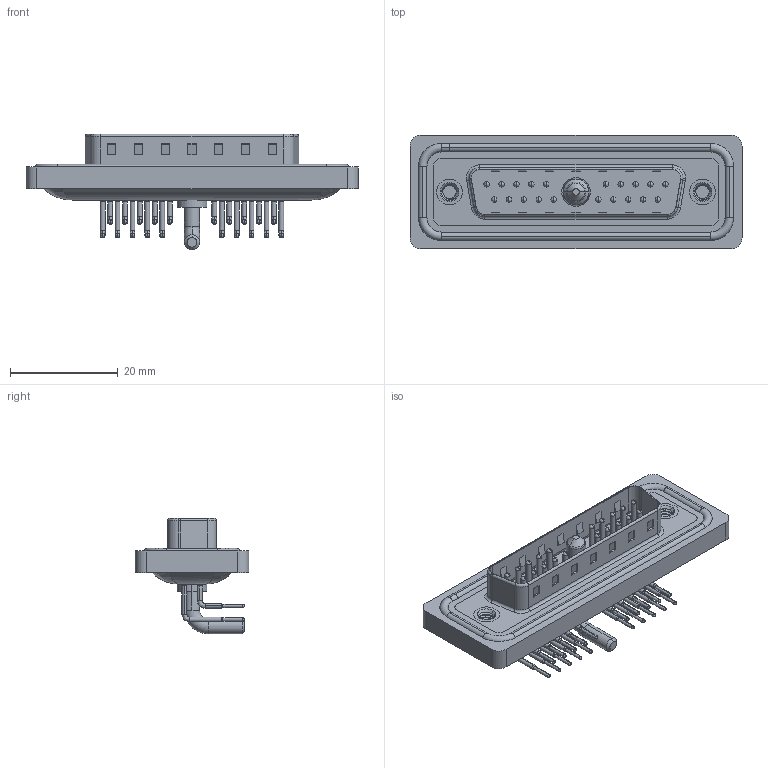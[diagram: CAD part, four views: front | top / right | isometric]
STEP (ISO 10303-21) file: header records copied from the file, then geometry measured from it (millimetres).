
FILE_DESCRIPTION (( 'STEP AP203' ), '1' );
FILE_NAME ('629W21W1140-2NA.STEP', '2024-04-11T17:26:53', ( '' ), ( '' ), 'SwSTEP 2.0', 'SolidWorks 2023', '' );
FILE_SCHEMA (( 'CONFIG_CONTROL_DESIGN' ));
Length unit declared in the file: millimetre
Products named in the file (9): Power Pin_20A RA; 629Combo Shell Rear_25 Contacts; 629Combo Waterproof Housing_25 Contacts; 629Combo Shell Front_25 Contacts; 629Combo Housing_21W1; 629Combo Contact Row 1; 629Combo Threaded Rivet_A; 629W21W1140-2NA; 629Combo Contact Row 2
Assembly tree (27 placements, depth 2):
  629W21W1140-2NA
    629Combo Housing_21W1
    629Combo Shell Rear_25 Contacts
    629Combo Shell Front_25 Contacts
    629Combo Waterproof Housing_25 Contacts
    629Combo Threaded Rivet_A  x2
    Power Pin_20A RA
    629Combo Contact Row 1  x10
    629Combo Contact Row 2  x10
Bounding box: 61.75 x 21.1 x 21.5 mm (x, y, z)
Volume: 7421.4 mm3; surface area: 12724.4 mm2
Topology: 29 solids, 29 shells, 2720 faces, 7535 edges, 4889 vertices
Faces by surface type: plane 1499, cylinder 927, bspline 131, cone 95, torus 68
Entity records: 29471 total; most frequent: CARTESIAN_POINT 6560, DIRECTION 4685, ORIENTED_EDGE 4346, EDGE_CURVE 2173, AXIS2_PLACEMENT_3D 1717, VERTEX_POINT 1403, VECTOR 1251, LINE 1251
